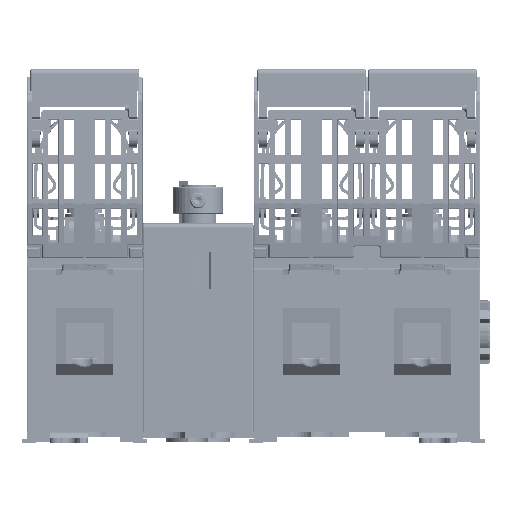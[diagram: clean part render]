
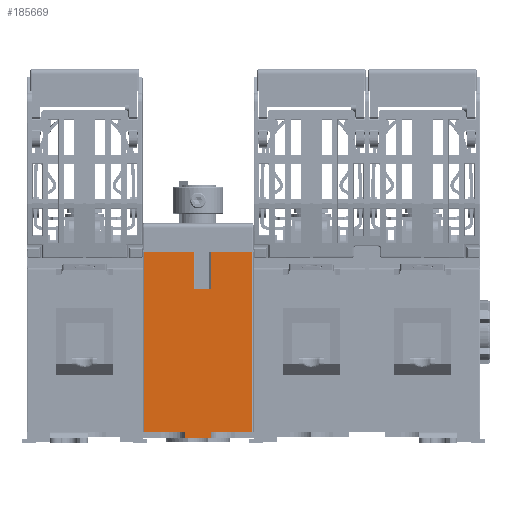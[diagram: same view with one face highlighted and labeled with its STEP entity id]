
A CAD part, left-side view. The second image highlights one B-rep face of the part: STEP entity #185669.
In plain terms, the highlighted planar face has unit normal (-1, 0, 0).
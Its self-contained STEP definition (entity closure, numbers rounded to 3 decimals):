
#3331=DIRECTION('',(0.,1.,0.));
#3332=VECTOR('',#3331,13.05);
#3333=CARTESIAN_POINT('',(-50.,3.95,3.));
#3334=LINE('',#3333,#3332);
#6553=DIRECTION('',(0.,1.,0.));
#6554=VECTOR('',#6553,13.05);
#6555=CARTESIAN_POINT('',(-50.,-17.,3.));
#6556=LINE('',#6555,#6554);
#29341=DIRECTION('',(0.,0.,1.));
#29342=VECTOR('',#29341,56.8);
#29343=CARTESIAN_POINT('',(-50.,17.,3.));
#29344=LINE('',#29343,#29342);
#29345=DIRECTION('',(0.,1.,0.));
#29346=VECTOR('',#29345,15.65);
#29347=CARTESIAN_POINT('',(-50.,1.35,
59.8));
#29348=LINE('',#29347,#29346);
#29349=DIRECTION('',(0.,0.,1.));
#29350=VECTOR('',#29349,11.8);
#29351=CARTESIAN_POINT('',(-50.,1.35,
48.));
#29352=LINE('',#29351,#29350);
#29353=DIRECTION('',(0.,1.,0.));
#29354=VECTOR('',#29353,5.4);
#29355=CARTESIAN_POINT('',(-50.,-4.05,
48.));
#29356=LINE('',#29355,#29354);
#29357=DIRECTION('',(0.,0.,-1.));
#29358=VECTOR('',#29357,11.8);
#29359=CARTESIAN_POINT('',(-50.,-4.05,
59.8));
#29360=LINE('',#29359,#29358);
#29361=DIRECTION('',(0.,1.,0.));
#29362=VECTOR('',#29361,12.95);
#29363=CARTESIAN_POINT('',(-50.,-17.,
59.8));
#29364=LINE('',#29363,#29362);
#29369=DIRECTION('',(0.,0.,1.));
#29370=VECTOR('',#29369,56.8);
#29371=CARTESIAN_POINT('',(-50.,-17.,3.));
#29372=LINE('',#29371,#29370);
#29385=DIRECTION('',(0.,0.,-1.));
#29386=VECTOR('',#29385,2.);
#29387=CARTESIAN_POINT('',(-50.,-3.95,3.));
#29388=LINE('',#29387,#29386);
#57096=DIRECTION('',(0.,1.,0.));
#57097=VECTOR('',#57096,7.9);
#57098=CARTESIAN_POINT('',(-50.,-3.95,1.));
#57099=LINE('',#57098,#57097);
#77922=DIRECTION('',(0.,0.,1.));
#77923=VECTOR('',#77922,2.);
#77924=CARTESIAN_POINT('',(-50.,3.95,1.));
#77925=LINE('',#77924,#77923);
#109111=CARTESIAN_POINT('',(-50.,3.95,1.));
#109112=CARTESIAN_POINT('',(-50.,3.95,3.));
#109113=VERTEX_POINT('',#109111);
#109114=VERTEX_POINT('',#109112);
#109133=CARTESIAN_POINT('',(-50.,17.,3.));
#109134=VERTEX_POINT('',#109133);
#109155=CARTESIAN_POINT('',(-50.,-3.95,1.));
#109156=VERTEX_POINT('',#109155);
#109157=CARTESIAN_POINT('',(-50.,-3.95,3.));
#109158=VERTEX_POINT('',#109157);
#109159=CARTESIAN_POINT('',(-50.,-17.,3.));
#109160=VERTEX_POINT('',#109159);
#111572=CARTESIAN_POINT('',(-50.,17.,59.8));
#111574=VERTEX_POINT('',#111572);
#111597=CARTESIAN_POINT('',(-50.,-4.05,
48.));
#111598=CARTESIAN_POINT('',(-50.,1.35,
48.));
#111599=VERTEX_POINT('',#111597);
#111600=VERTEX_POINT('',#111598);
#111601=CARTESIAN_POINT('',(-50.,1.35,
59.8));
#111602=VERTEX_POINT('',#111601);
#111603=CARTESIAN_POINT('',(-50.,-4.05,
59.8));
#111604=VERTEX_POINT('',#111603);
#111605=CARTESIAN_POINT('',(-50.,-17.,
59.8));
#111606=VERTEX_POINT('',#111605);
#185644=CARTESIAN_POINT('',(-50.,0.,17.75));
#185645=DIRECTION('',(1.,0.,0.));
#185646=DIRECTION('',(0.,0.,1.));
#185647=AXIS2_PLACEMENT_3D('',#185644,#185645,#185646);
#185648=PLANE('',#185647);
#185650=ORIENTED_EDGE('',*,*,#185649,.T.);
#185651=ORIENTED_EDGE('',*,*,#139418,.F.);
#185653=ORIENTED_EDGE('',*,*,#185652,.F.);
#185654=ORIENTED_EDGE('',*,*,#185600,.F.);
#185655=ORIENTED_EDGE('',*,*,#185626,.F.);
#185656=ORIENTED_EDGE('',*,*,#171133,.F.);
#185658=ORIENTED_EDGE('',*,*,#185657,.F.);
#185659=ORIENTED_EDGE('',*,*,#145710,.T.);
#185661=ORIENTED_EDGE('',*,*,#185660,.T.);
#185663=ORIENTED_EDGE('',*,*,#185662,.T.);
#185665=ORIENTED_EDGE('',*,*,#185664,.T.);
#185666=ORIENTED_EDGE('',*,*,#139613,.T.);
#185667=EDGE_LOOP('',(#185650,#185651,#185653,#185654,#185655,#185656,#185658,
#185659,#185661,#185663,#185665,#185666));
#185668=FACE_OUTER_BOUND('',#185667,.F.);
#139418=EDGE_CURVE('',#111602,#111574,#29348,.T.);
#139613=EDGE_CURVE('',#109114,#109134,#3334,.T.);
#145710=EDGE_CURVE('',#109160,#109158,#6556,.T.);
#171133=EDGE_CURVE('',#111606,#111604,#29364,.T.);
#185600=EDGE_CURVE('',#111599,#111600,#29356,.T.);
#185626=EDGE_CURVE('',#111604,#111599,#29360,.T.);
#185649=EDGE_CURVE('',#109134,#111574,#29344,.T.);
#185652=EDGE_CURVE('',#111600,#111602,#29352,.T.);
#185657=EDGE_CURVE('',#109160,#111606,#29372,.T.);
#185660=EDGE_CURVE('',#109158,#109156,#29388,.T.);
#185662=EDGE_CURVE('',#109156,#109113,#57099,.T.);
#185664=EDGE_CURVE('',#109113,#109114,#77925,.T.);
#185669=ADVANCED_FACE('',(#185668),#185648,.F.);
